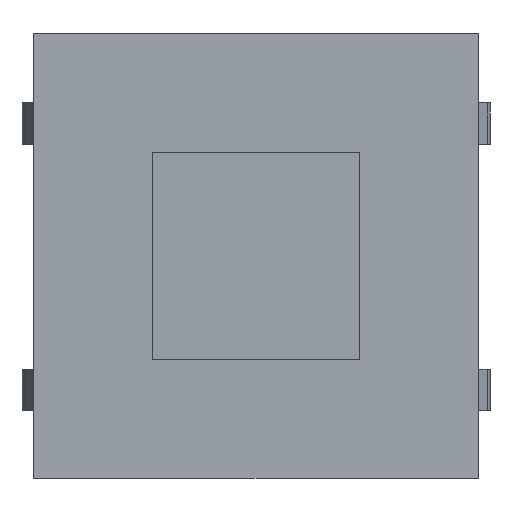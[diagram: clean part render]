
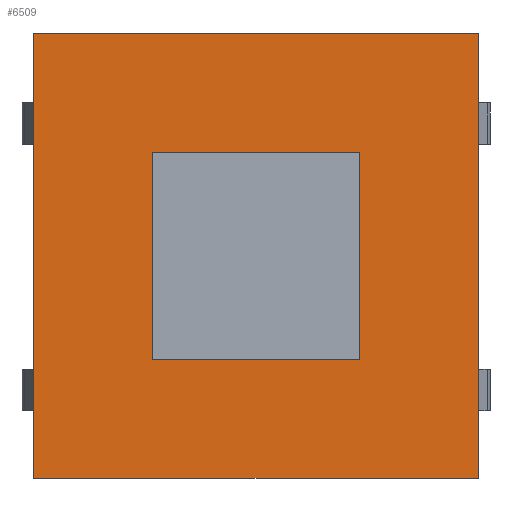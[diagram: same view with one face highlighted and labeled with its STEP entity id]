
A CAD part, top view. The second image highlights one B-rep face of the part: STEP entity #6509.
In plain terms, the highlighted planar face has unit normal (0, 0, 1).
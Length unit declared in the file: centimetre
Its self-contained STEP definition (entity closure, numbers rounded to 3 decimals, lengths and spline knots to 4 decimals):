
#132=FACE_BOUND('',#488,.T.);
#154=FACE_OUTER_BOUND('',#487,.T.);
#487=EDGE_LOOP('',(#4269,#4270,#4271,#4272));
#488=EDGE_LOOP('',(#4273,#4274,#4275,#4276));
#834=LINE('',#8992,#1735);
#838=LINE('',#9000,#1739);
#841=LINE('',#9006,#1742);
#844=LINE('',#9011,#1745);
#846=LINE('',#9016,#1747);
#847=LINE('',#9018,#1748);
#848=LINE('',#9020,#1749);
#849=LINE('',#9021,#1750);
#1735=VECTOR('',#7267,1.);
#1739=VECTOR('',#7273,1.);
#1742=VECTOR('',#7278,1.);
#1745=VECTOR('',#7283,1.);
#1747=VECTOR('',#7287,1.);
#1748=VECTOR('',#7288,1.);
#1749=VECTOR('',#7289,1.);
#1750=VECTOR('',#7290,1.);
#2636=VERTEX_POINT('',#8990);
#2637=VERTEX_POINT('',#8991);
#2640=VERTEX_POINT('',#8999);
#2642=VERTEX_POINT('',#9005);
#2644=VERTEX_POINT('',#9014);
#2645=VERTEX_POINT('',#9015);
#2646=VERTEX_POINT('',#9017);
#2647=VERTEX_POINT('',#9019);
#3274=EDGE_CURVE('',#2636,#2637,#834,.T.);
#3278=EDGE_CURVE('',#2637,#2640,#838,.T.);
#3281=EDGE_CURVE('',#2640,#2642,#841,.T.);
#3284=EDGE_CURVE('',#2642,#2636,#844,.T.);
#3286=EDGE_CURVE('',#2644,#2645,#846,.T.);
#3287=EDGE_CURVE('',#2646,#2644,#847,.T.);
#3288=EDGE_CURVE('',#2647,#2646,#848,.T.);
#3289=EDGE_CURVE('',#2645,#2647,#849,.T.);
#4269=ORIENTED_EDGE('',*,*,#3274,.F.);
#4270=ORIENTED_EDGE('',*,*,#3284,.F.);
#4271=ORIENTED_EDGE('',*,*,#3281,.F.);
#4272=ORIENTED_EDGE('',*,*,#3278,.F.);
#4273=ORIENTED_EDGE('',*,*,#3286,.F.);
#4274=ORIENTED_EDGE('',*,*,#3287,.F.);
#4275=ORIENTED_EDGE('',*,*,#3288,.F.);
#4276=ORIENTED_EDGE('',*,*,#3289,.F.);
#6215=PLANE('',#6856);
#6509=ADVANCED_FACE('',(#154,#132),#6215,.T.);
#6856=AXIS2_PLACEMENT_3D('',#9013,#7285,#7286);
#7267=DIRECTION('',(-1.,0.,0.));
#7273=DIRECTION('',(0.,1.,0.));
#7278=DIRECTION('',(1.,0.,0.));
#7283=DIRECTION('',(0.,-1.,0.));
#7285=DIRECTION('center_axis',(0.,0.,
1.));
#7286=DIRECTION('ref_axis',(0.,-1.,0.));
#7287=DIRECTION('',(1.,0.,0.));
#7288=DIRECTION('',(0.,-1.,0.));
#7289=DIRECTION('',(-1.,0.,0.));
#7290=DIRECTION('',(0.,1.,0.));
#8990=CARTESIAN_POINT('',(0.375,-0.375,0.82));
#8991=CARTESIAN_POINT('',(-0.375,-0.375,0.82));
#8992=CARTESIAN_POINT('',(0.375,-0.375,0.82));
#8999=CARTESIAN_POINT('',(-0.375,0.375,0.82));
#9000=CARTESIAN_POINT('',(-0.375,-0.375,0.82));
#9005=CARTESIAN_POINT('',(0.375,0.375,0.82));
#9006=CARTESIAN_POINT('',(-0.375,0.375,0.82));
#9011=CARTESIAN_POINT('',(0.375,0.375,0.82));
#9013=CARTESIAN_POINT('Origin',(0.,0.,
0.82));
#9014=CARTESIAN_POINT('',(-0.175,-0.175,0.82));
#9015=CARTESIAN_POINT('',(0.175,-0.175,0.82));
#9016=CARTESIAN_POINT('',(-0.0875,-0.175,0.82));
#9017=CARTESIAN_POINT('',(-0.175,0.175,0.82));
#9018=CARTESIAN_POINT('',(-0.175,0.0875,0.82));
#9019=CARTESIAN_POINT('',(0.175,0.175,0.82));
#9020=CARTESIAN_POINT('',(0.0875,0.175,0.82));
#9021=CARTESIAN_POINT('',(0.175,-0.0875,0.82));
